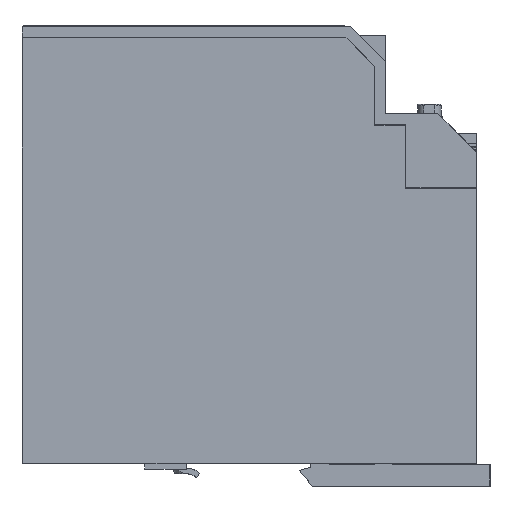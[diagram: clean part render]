
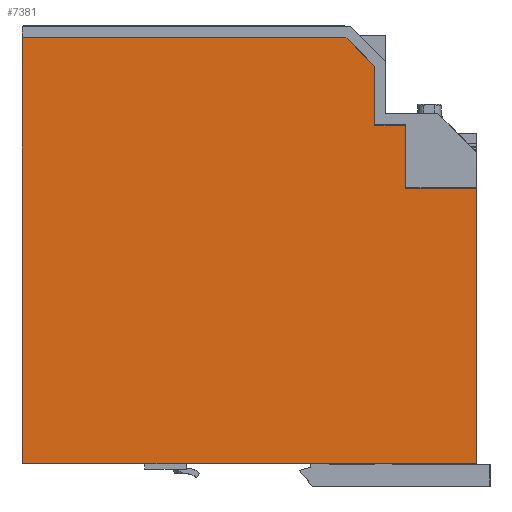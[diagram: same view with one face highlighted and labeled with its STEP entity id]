
A CAD part, left-side view. The second image highlights one B-rep face of the part: STEP entity #7381.
In plain terms, the highlighted planar face has unit normal (-1, 0, 0).
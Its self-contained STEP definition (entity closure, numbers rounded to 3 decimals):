
#5019=PLANE('',#49318);
#7381=ADVANCED_FACE('',(#10114),#5019,.F.);
#10114=FACE_OUTER_BOUND('',#12733,.T.);
#12733=EDGE_LOOP('',(#28352,#28353,#28354,#28355,#28356,#28357,#28358,#28359,
#28360,#28361,#28362,#28363,#28364));
#15533=LINE('',#76592,#19556);
#15552=LINE('',#76632,#19575);
#15563=LINE('',#76652,#19586);
#15575=LINE('',#76674,#19598);
#15576=LINE('',#76676,#19599);
#15577=LINE('',#76679,#19600);
#15578=LINE('',#76681,#19601);
#15579=LINE('',#76683,#19602);
#15580=LINE('',#76685,#19603);
#15581=LINE('',#76686,#19604);
#15582=LINE('',#76687,#19605);
#15583=LINE('',#76689,#19606);
#15584=LINE('',#76691,#19607);
#19556=VECTOR('',#54767,1.);
#19575=VECTOR('',#54790,1.);
#19586=VECTOR('',#54805,1.);
#19598=VECTOR('',#54819,1.);
#19599=VECTOR('',#54822,1.);
#19600=VECTOR('',#54823,1.);
#19601=VECTOR('',#54824,1.);
#19602=VECTOR('',#54825,1.);
#19603=VECTOR('',#54826,1.);
#19604=VECTOR('',#54827,1.);
#19605=VECTOR('',#54828,1.);
#19606=VECTOR('',#54829,1.);
#19607=VECTOR('',#54830,1.);
#28352=ORIENTED_EDGE('',*,*,#42480,.F.);
#28353=ORIENTED_EDGE('',*,*,#42481,.F.);
#28354=ORIENTED_EDGE('',*,*,#42482,.T.);
#28355=ORIENTED_EDGE('',*,*,#42483,.F.);
#28356=ORIENTED_EDGE('',*,*,#42484,.F.);
#28357=ORIENTED_EDGE('',*,*,#42467,.F.);
#28358=ORIENTED_EDGE('',*,*,#42485,.T.);
#28359=ORIENTED_EDGE('',*,*,#42437,.T.);
#28360=ORIENTED_EDGE('',*,*,#42456,.T.);
#28361=ORIENTED_EDGE('',*,*,#42479,.T.);
#28362=ORIENTED_EDGE('',*,*,#42486,.T.);
#28363=ORIENTED_EDGE('',*,*,#42487,.T.);
#28364=ORIENTED_EDGE('',*,*,#42488,.T.);
#37131=VERTEX_POINT('',#76591);
#37132=VERTEX_POINT('',#76593);
#37150=VERTEX_POINT('',#76631);
#37157=VERTEX_POINT('',#76651);
#37158=VERTEX_POINT('',#76653);
#37166=VERTEX_POINT('',#76673);
#37167=VERTEX_POINT('',#76677);
#37168=VERTEX_POINT('',#76678);
#37169=VERTEX_POINT('',#76680);
#37170=VERTEX_POINT('',#76682);
#37171=VERTEX_POINT('',#76684);
#37172=VERTEX_POINT('',#76688);
#37173=VERTEX_POINT('',#76690);
#42437=EDGE_CURVE('',#37132,#37131,#15533,.T.);
#42456=EDGE_CURVE('',#37131,#37150,#15552,.T.);
#42467=EDGE_CURVE('',#37157,#37158,#15563,.T.);
#42479=EDGE_CURVE('',#37150,#37166,#15575,.T.);
#42480=EDGE_CURVE('',#37167,#37168,#15576,.T.);
#42481=EDGE_CURVE('',#37169,#37167,#15577,.T.);
#42482=EDGE_CURVE('',#37169,#37170,#15578,.T.);
#42483=EDGE_CURVE('',#37171,#37170,#15579,.T.);
#42484=EDGE_CURVE('',#37158,#37171,#15580,.T.);
#42485=EDGE_CURVE('',#37157,#37132,#15581,.T.);
#42486=EDGE_CURVE('',#37166,#37172,#15582,.T.);
#42487=EDGE_CURVE('',#37172,#37173,#15583,.T.);
#42488=EDGE_CURVE('',#37173,#37168,#15584,.T.);
#49318=AXIS2_PLACEMENT_3D('',#76692,#54831,#54832);
#54767=DIRECTION('',(0.,1.,0.));
#54790=DIRECTION('',(0.,0.,1.));
#54805=DIRECTION('',(0.,-1.,0.));
#54819=DIRECTION('',(0.,0.707,0.707));
#54822=DIRECTION('',(0.,0.,1.));
#54823=DIRECTION('',(0.,1.,0.));
#54824=DIRECTION('',(0.,0.,1.));
#54825=DIRECTION('',(0.,1.,0.));
#54826=DIRECTION('',(0.,0.,-1.));
#54827=DIRECTION('',(0.,0.,1.));
#54828=DIRECTION('',(0.,1.,0.));
#54829=DIRECTION('',(0.,0.,-1.));
#54830=DIRECTION('',(0.,-1.,0.));
#54831=DIRECTION('',(1.,0.,0.));
#54832=DIRECTION('',(0.,0.,1.));
#76591=CARTESIAN_POINT('',(0.,28.,93.11));
#76592=CARTESIAN_POINT('',(0.,11.921,93.11));
#76593=CARTESIAN_POINT('',(0.,19.56,93.11));
#76631=CARTESIAN_POINT('',(0.,28.,109.189));
#76632=CARTESIAN_POINT('',(0.,28.,99.11));
#76651=CARTESIAN_POINT('',(0.,19.56,75.763));
#76652=CARTESIAN_POINT('',(0.,1.5,75.763));
#76653=CARTESIAN_POINT('',(0.,0.,75.763));
#76673=CARTESIAN_POINT('',(0.,35.921,117.11));
#76674=CARTESIAN_POINT('',(0.,28.,109.189));
#76676=CARTESIAN_POINT('',(0.,123.4,0.));
#76677=CARTESIAN_POINT('',(0.,123.4,0.));
#76678=CARTESIAN_POINT('',(0.,123.4,0.002));
#76679=CARTESIAN_POINT('',(0.,1.5,0.));
#76680=CARTESIAN_POINT('',(0.,1.7,0.));
#76681=CARTESIAN_POINT('',(0.,1.7,0.));
#76682=CARTESIAN_POINT('',(0.,1.7,0.002));
#76683=CARTESIAN_POINT('',(0.,1.5,0.002));
#76684=CARTESIAN_POINT('',(0.,0.,0.002));
#76685=CARTESIAN_POINT('',(0.,0.,0.));
#76686=CARTESIAN_POINT('',(0.,19.56,0.));
#76687=CARTESIAN_POINT('',(0.,35.921,117.11));
#76688=CARTESIAN_POINT('',(0.,125.,117.11));
#76689=CARTESIAN_POINT('',(0.,125.,3.002));
#76690=CARTESIAN_POINT('',(0.,125.,0.002));
#76691=CARTESIAN_POINT('',(0.,123.5,0.002));
#76692=CARTESIAN_POINT('',(0.,1.5,0.));
